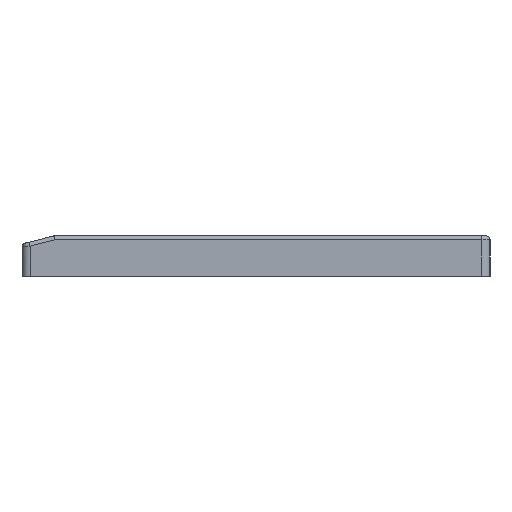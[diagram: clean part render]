
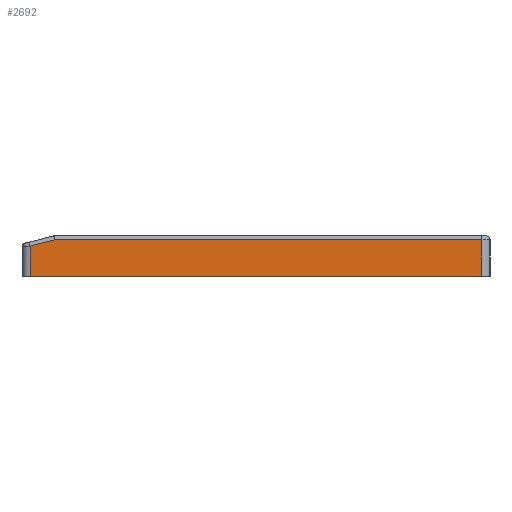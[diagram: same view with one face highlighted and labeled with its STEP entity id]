
A CAD part, left-side view. The second image highlights one B-rep face of the part: STEP entity #2692.
In plain terms, the highlighted planar face has unit normal (-1, 0, 0).
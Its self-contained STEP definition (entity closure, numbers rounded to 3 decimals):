
#180=PLANE('',#3002);
#334=FACE_OUTER_BOUND('',#512,.T.);
#512=EDGE_LOOP('',(#2504,#2505,#2506,#2507,#2508));
#719=LINE('',#4002,#957);
#879=LINE('',#4577,#1117);
#885=LINE('',#4666,#1123);
#890=LINE('',#4679,#1128);
#892=LINE('',#4683,#1130);
#957=VECTOR('',#3147,10.);
#1117=VECTOR('',#3767,10.);
#1123=VECTOR('',#3801,10.);
#1128=VECTOR('',#3822,10.);
#1130=VECTOR('',#3828,10.);
#1193=VERTEX_POINT('',#3999);
#1194=VERTEX_POINT('',#4001);
#1369=VERTEX_POINT('',#4573);
#1370=VERTEX_POINT('',#4575);
#1378=VERTEX_POINT('',#4657);
#1460=EDGE_CURVE('',#1194,#1193,#719,.F.);
#1734=EDGE_CURVE('',#1370,#1369,#879,.T.);
#1751=EDGE_CURVE('',#1378,#1370,#885,.T.);
#1758=EDGE_CURVE('',#1369,#1193,#890,.T.);
#1760=EDGE_CURVE('',#1194,#1378,#892,.T.);
#2504=ORIENTED_EDGE('',*,*,#1751,.F.);
#2505=ORIENTED_EDGE('',*,*,#1760,.F.);
#2506=ORIENTED_EDGE('',*,*,#1460,.T.);
#2507=ORIENTED_EDGE('',*,*,#1758,.F.);
#2508=ORIENTED_EDGE('',*,*,#1734,.F.);
#2692=ADVANCED_FACE('',(#334),#180,.T.);
#3002=AXIS2_PLACEMENT_3D('',#4682,#3826,#3827);
#3147=DIRECTION('',(0.,1.,0.));
#3767=DIRECTION('',(0.,-1.,0.));
#3801=DIRECTION('',(0.,-0.97,0.243));
#3822=DIRECTION('',(0.,0.,-1.));
#3826=DIRECTION('center_axis',(-1.,0.,0.));
#3827=DIRECTION('ref_axis',(0.,0.,1.));
#3828=DIRECTION('',(0.,0.,1.));
#3999=CARTESIAN_POINT('',(-134.208,-62.721,0.021));
#4001=CARTESIAN_POINT('',(-134.208,49.15,0.021));
#4002=CARTESIAN_POINT('',(-134.208,22.182,0.021));
#4573=CARTESIAN_POINT('',(-134.208,-62.721,9.021));
#4575=CARTESIAN_POINT('',(-134.208,43.027,9.021));
#4577=CARTESIAN_POINT('',(-134.208,22.182,9.021));
#4657=CARTESIAN_POINT('',(-134.208,49.15,7.49));
#4666=CARTESIAN_POINT('',(-134.208,49.698,7.353));
#4679=CARTESIAN_POINT('',(-134.208,-62.721,1.3));
#4682=CARTESIAN_POINT('Origin',(-134.208,51.15,1.3));
#4683=CARTESIAN_POINT('',(-134.208,49.15,1.3));
